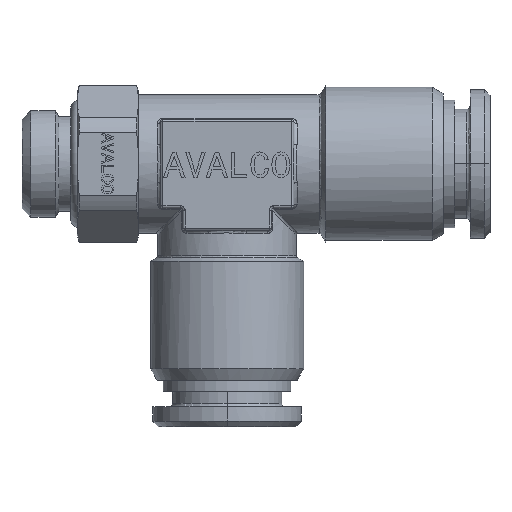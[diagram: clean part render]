
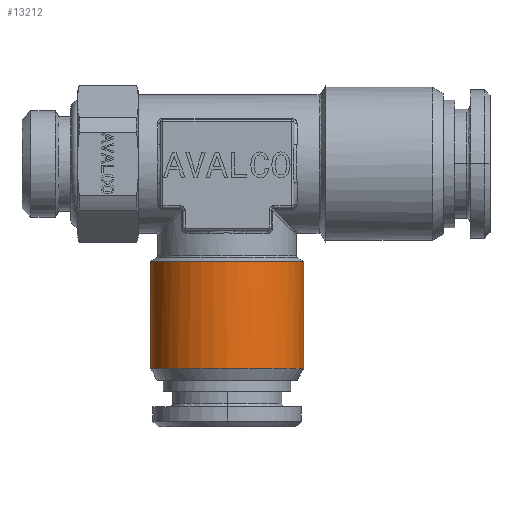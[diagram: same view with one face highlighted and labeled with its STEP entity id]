
A CAD part, top view. The second image highlights one B-rep face of the part: STEP entity #13212.
In plain terms, the highlighted cylindrical face has radius 6.9 mm (diameter 13.8 mm), a partial arc.
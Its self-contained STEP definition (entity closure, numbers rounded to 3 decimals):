
#13127=CARTESIAN_POINT('Axis2P3D Location',(0.,-18.48,0.)) ;
#13131=CARTESIAN_POINT('Vertex',(6.9,-18.48,0.)) ;
#13133=CARTESIAN_POINT('Vertex',(-6.9,-18.48,0.)) ;
#13170=CARTESIAN_POINT('Axis2P3D Location',(0.,-20.14,0.)) ;
#13175=CARTESIAN_POINT('Line Origine',(6.9,-20.14,0.)) ;
#13179=CARTESIAN_POINT('Vertex',(6.9,-8.8,0.)) ;
#13183=CARTESIAN_POINT('Control Point',(6.9,-8.8,0.)) ;
#13184=CARTESIAN_POINT('Control Point',(6.9,-8.8,1.084)) ;
#13185=CARTESIAN_POINT('Control Point',(6.687,-8.8,2.168)) ;
#13186=CARTESIAN_POINT('Control Point',(6.261,-8.8,3.196)) ;
#13187=CARTESIAN_POINT('Control Point',(5.03,-8.8,5.03)) ;
#13188=CARTESIAN_POINT('Control Point',(3.196,-8.8,6.261)) ;
#13189=CARTESIAN_POINT('Control Point',(2.168,-8.8,6.687)) ;
#13190=CARTESIAN_POINT('Control Point',(0.,-8.8,7.113)) ;
#13191=CARTESIAN_POINT('Control Point',(-2.168,-8.8,6.687)) ;
#13192=CARTESIAN_POINT('Control Point',(-3.196,-8.8,6.261)) ;
#13193=CARTESIAN_POINT('Control Point',(-5.03,-8.8,5.03)) ;
#13194=CARTESIAN_POINT('Control Point',(-6.261,-8.8,3.196)) ;
#13195=CARTESIAN_POINT('Control Point',(-6.687,-8.8,2.168)) ;
#13196=CARTESIAN_POINT('Control Point',(-6.9,-8.8,1.084)) ;
#13197=CARTESIAN_POINT('Control Point',(-6.9,-8.8,0.)) ;
#13198=CARTESIAN_POINT('Vertex',(-6.9,-8.8,0.)) ;
#13201=CARTESIAN_POINT('Line Origine',(-6.9,-20.14,0.)) ;
#13128=DIRECTION('Axis2P3D Direction',(-0.,1.,0.)) ;
#13171=DIRECTION('Axis2P3D Direction',(-0.,1.,0.)) ;
#13172=DIRECTION('Axis2P3D XDirection',(-1.,0.,0.)) ;
#13176=DIRECTION('Vector Direction',(0.,1.,0.)) ;
#13202=DIRECTION('Vector Direction',(0.,1.,0.)) ;
#13129=AXIS2_PLACEMENT_3D('Circle Axis2P3D',#13127,#13128,$) ;
#13173=AXIS2_PLACEMENT_3D('Cylinder Axis2P3D',#13170,#13171,#13172) ;
#13207=ORIENTED_EDGE('',*,*,#13135,.F.) ;
#13208=ORIENTED_EDGE('',*,*,#13181,.F.) ;
#13209=ORIENTED_EDGE('',*,*,#13200,.T.) ;
#13210=ORIENTED_EDGE('',*,*,#13205,.T.) ;
#13177=VECTOR('Line Direction',#13176,1.) ;
#13203=VECTOR('Line Direction',#13202,1.) ;
#13212=ADVANCED_FACE('PR427B-08G18',(#13211),#13174,.T.) ;
#13182=B_SPLINE_CURVE_WITH_KNOTS('',5,(#13183,#13184,#13185,#13186,#13187,#13188,#13189,#13190,#13191,#13192,#13193,#13194,#13195,#13196,#13197),.UNSPECIFIED.,.F.,.U.,(6,3,3,3,6),(-10.838,-5.419,0.,5.419,10.838),.UNSPECIFIED.) ;
#13130=CIRCLE('generated circle',#13129,6.9) ;
#13174=CYLINDRICAL_SURFACE('generated cylinder',#13173,6.9) ;
#13135=EDGE_CURVE('',#13132,#13134,#13130,.F.) ;
#13181=EDGE_CURVE('',#13180,#13132,#13178,.F.) ;
#13200=EDGE_CURVE('',#13180,#13199,#13182,.T.) ;
#13205=EDGE_CURVE('',#13199,#13134,#13204,.F.) ;
#13206=EDGE_LOOP('',(#13207,#13208,#13209,#13210)) ;
#13211=FACE_OUTER_BOUND('',#13206,.T.) ;
#13178=LINE('Line',#13175,#13177) ;
#13204=LINE('Line',#13201,#13203) ;
#13132=VERTEX_POINT('',#13131) ;
#13134=VERTEX_POINT('',#13133) ;
#13180=VERTEX_POINT('',#13179) ;
#13199=VERTEX_POINT('',#13198) ;
